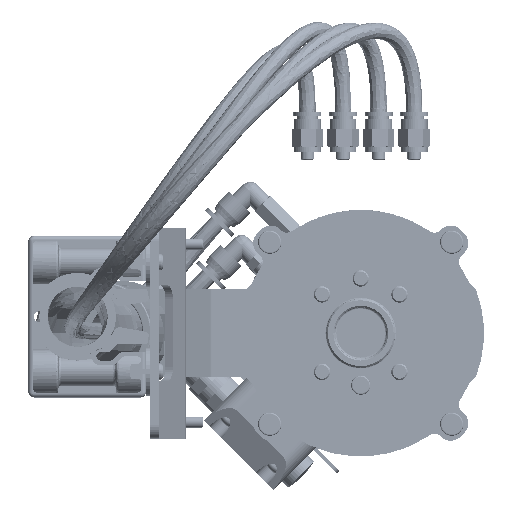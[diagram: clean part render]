
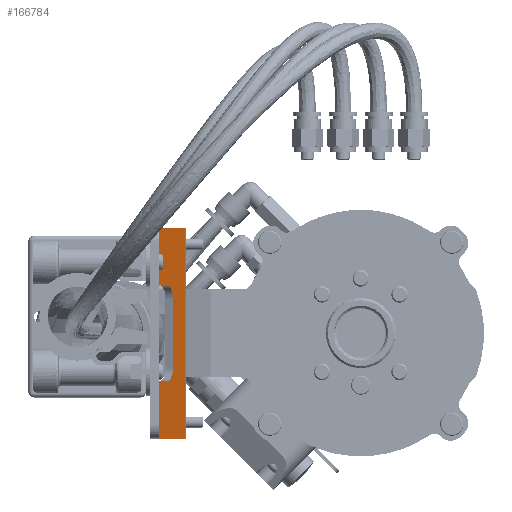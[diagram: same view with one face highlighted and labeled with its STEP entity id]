
A CAD part, left-side view. The second image highlights one B-rep face of the part: STEP entity #166784.
In plain terms, the highlighted planar face has unit normal (-0.423, -0.906, 0).
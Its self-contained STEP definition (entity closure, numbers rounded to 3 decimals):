
#3391 = VECTOR ( 'NONE', #61355, 1000. ) ;
#3959 = CARTESIAN_POINT ( 'NONE',  ( 340.129, 64.362, 970.5 ) ) ;
#4019 = VERTEX_POINT ( 'NONE', #161519 ) ;
#5624 = ORIENTED_EDGE ( 'NONE', *, *, #146770, .T. ) ;
#9252 = ORIENTED_EDGE ( 'NONE', *, *, #97650, .T. ) ;
#9372 = LINE ( 'NONE', #76885, #23718 ) ;
#13125 = ORIENTED_EDGE ( 'NONE', *, *, #175070, .T. ) ;
#17694 = VECTOR ( 'NONE', #171327, 1000. ) ;
#21476 = CARTESIAN_POINT ( 'NONE',  ( 320.493, 73.519, 991.5 ) ) ;
#22306 = DIRECTION ( 'NONE',  ( 0.906, -0.423, 0. ) ) ;
#23500 = VERTEX_POINT ( 'NONE', #77315 ) ;
#23718 = VECTOR ( 'NONE', #41522, 1000. ) ;
#25602 = DIRECTION ( 'NONE',  ( 0.423, 0.906, 0. ) ) ;
#28052 = EDGE_CURVE ( 'NONE', #23500, #152019, #151418, .T. ) ;
#28971 = DIRECTION ( 'NONE',  ( 0., 0., 1. ) ) ;
#29131 = VECTOR ( 'NONE', #28971, 1000. ) ;
#29649 = DIRECTION ( 'NONE',  ( 0.906, -0.423, 0. ) ) ;
#32916 = DIRECTION ( 'NONE',  ( 0.423, 0.906, 0. ) ) ;
#35247 = LINE ( 'NONE', #87248, #131903 ) ;
#41522 = DIRECTION ( 'NONE',  ( 0., 0., -1. ) ) ;
#43124 = CARTESIAN_POINT ( 'NONE',  ( 320.493, 73.519, 1026.5 ) ) ;
#46321 = CARTESIAN_POINT ( 'NONE',  ( 326.535, 70.701, 991.5 ) ) ;
#53398 = CARTESIAN_POINT ( 'NONE',  ( 340.732, 64.081, 970.5 ) ) ;
#54638 = VERTEX_POINT ( 'NONE', #111025 ) ;
#59957 = DIRECTION ( 'NONE',  ( -0.906, 0.423, 0. ) ) ;
#61355 = DIRECTION ( 'NONE',  ( 0.906, -0.423, 0. ) ) ;
#63471 = LINE ( 'NONE', #198446, #151414 ) ;
#64099 = ORIENTED_EDGE ( 'NONE', *, *, #67609, .T. ) ;
#66716 = DIRECTION ( 'NONE',  ( -0.906, 0.423, 0. ) ) ;
#67609 = EDGE_CURVE ( 'NONE', #4019, #207370, #90218, .T. ) ;
#67861 = EDGE_CURVE ( 'NONE', #154725, #89537, #9372, .T. ) ;
#69716 = VECTOR ( 'NONE', #139997, 1000. ) ;
#71895 = AXIS2_PLACEMENT_3D ( 'NONE', #175818, #32916, #29649 ) ;
#72121 = EDGE_CURVE ( 'NONE', #89537, #87623, #110710, .T. ) ;
#76539 = CARTESIAN_POINT ( 'NONE',  ( 340.732, 64.081, 1047.5 ) ) ;
#76885 = CARTESIAN_POINT ( 'NONE',  ( 331.066, 68.588, 970.5 ) ) ;
#77315 = CARTESIAN_POINT ( 'NONE',  ( 320.493, 73.519, 970.5 ) ) ;
#85766 = ORIENTED_EDGE ( 'NONE', *, *, #128215, .F. ) ;
#87248 = CARTESIAN_POINT ( 'NONE',  ( 320.493, 73.519, 970.5 ) ) ;
#87623 = VERTEX_POINT ( 'NONE', #46321 ) ;
#88325 = LINE ( 'NONE', #218878, #17694 ) ;
#89537 = VERTEX_POINT ( 'NONE', #135895 ) ;
#89820 = PLANE ( 'NONE',  #140472 ) ;
#90218 = LINE ( 'NONE', #3959, #69716 ) ;
#92390 = CARTESIAN_POINT ( 'NONE',  ( 340.732, 64.081, 1026.5 ) ) ;
#95793 = CARTESIAN_POINT ( 'NONE',  ( 340.129, 64.362, 1047.5 ) ) ;
#97650 = EDGE_CURVE ( 'NONE', #103415, #54638, #128831, .T. ) ;
#100557 = EDGE_CURVE ( 'NONE', #54638, #154725, #155779, .T. ) ;
#103415 = VERTEX_POINT ( 'NONE', #43124 ) ;
#106409 = FACE_OUTER_BOUND ( 'NONE', #175415, .T. ) ;
#107739 = VERTEX_POINT ( 'NONE', #123428 ) ;
#110710 = CIRCLE ( 'NONE', #71895, 5. ) ;
#111025 = CARTESIAN_POINT ( 'NONE',  ( 326.535, 70.701, 1026.5 ) ) ;
#113300 = VECTOR ( 'NONE', #59957, 1000. ) ;
#123428 = CARTESIAN_POINT ( 'NONE',  ( 320.493, 73.519, 1047.5 ) ) ;
#124114 = DIRECTION ( 'NONE',  ( 0.906, -0.423, 0. ) ) ;
#128215 = EDGE_CURVE ( 'NONE', #103415, #107739, #35247, .T. ) ;
#128831 = LINE ( 'NONE', #92390, #3391 ) ;
#131903 = VECTOR ( 'NONE', #169126, 1000. ) ;
#134823 = CARTESIAN_POINT ( 'NONE',  ( 320.493, 73.519, 970.5 ) ) ;
#135895 = CARTESIAN_POINT ( 'NONE',  ( 331.066, 68.588, 996.5 ) ) ;
#136593 = CARTESIAN_POINT ( 'NONE',  ( 331.066, 68.588, 1021.5 ) ) ;
#139997 = DIRECTION ( 'NONE',  ( 0., 0., 1. ) ) ;
#140472 = AXIS2_PLACEMENT_3D ( 'NONE', #53398, #173914, #22306 ) ;
#146770 = EDGE_CURVE ( 'NONE', #207370, #107739, #211509, .T. ) ;
#151414 = VECTOR ( 'NONE', #66716, 1000. ) ;
#151418 = LINE ( 'NONE', #134823, #29131 ) ;
#152019 = VERTEX_POINT ( 'NONE', #21476 ) ;
#154725 = VERTEX_POINT ( 'NONE', #136593 ) ;
#155096 = ORIENTED_EDGE ( 'NONE', *, *, #67861, .T. ) ;
#155779 = CIRCLE ( 'NONE', #162865, 5. ) ;
#161519 = CARTESIAN_POINT ( 'NONE',  ( 340.129, 64.362, 970.5 ) ) ;
#162865 = AXIS2_PLACEMENT_3D ( 'NONE', #177219, #25602, #124114 ) ;
#164509 = ORIENTED_EDGE ( 'NONE', *, *, #100557, .T. ) ;
#166784 = ADVANCED_FACE ( 'NONE', ( #106409 ), #89820, .F. ) ;
#169126 = DIRECTION ( 'NONE',  ( 0., 0., 1. ) ) ;
#171327 = DIRECTION ( 'NONE',  ( -0.906, 0.423, 0. ) ) ;
#173914 = DIRECTION ( 'NONE',  ( 0.423, 0.906, 0. ) ) ;
#175070 = EDGE_CURVE ( 'NONE', #87623, #152019, #88325, .T. ) ;
#175415 = EDGE_LOOP ( 'NONE', ( #9252, #164509, #155096, #195530, #13125, #181119, #199874, #64099, #5624, #85766 ) ) ;
#175818 = CARTESIAN_POINT ( 'NONE',  ( 326.535, 70.701, 996.5 ) ) ;
#177219 = CARTESIAN_POINT ( 'NONE',  ( 326.535, 70.701, 1021.5 ) ) ;
#181119 = ORIENTED_EDGE ( 'NONE', *, *, #28052, .F. ) ;
#188134 = EDGE_CURVE ( 'NONE', #4019, #23500, #63471, .T. ) ;
#195530 = ORIENTED_EDGE ( 'NONE', *, *, #72121, .T. ) ;
#198446 = CARTESIAN_POINT ( 'NONE',  ( 340.732, 64.081, 970.5 ) ) ;
#199874 = ORIENTED_EDGE ( 'NONE', *, *, #188134, .F. ) ;
#207370 = VERTEX_POINT ( 'NONE', #95793 ) ;
#211509 = LINE ( 'NONE', #76539, #113300 ) ;
#218878 = CARTESIAN_POINT ( 'NONE',  ( 340.732, 64.081, 991.5 ) ) ;
